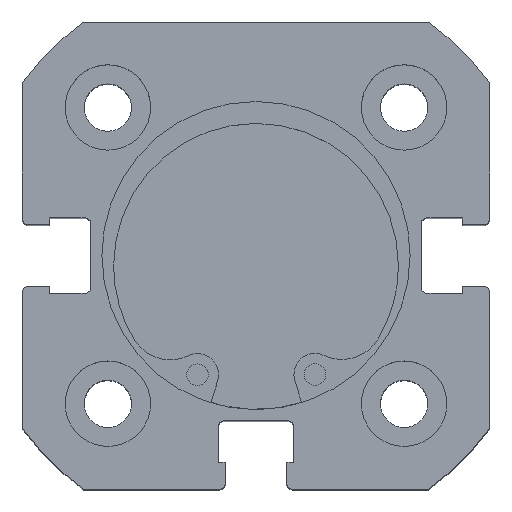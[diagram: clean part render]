
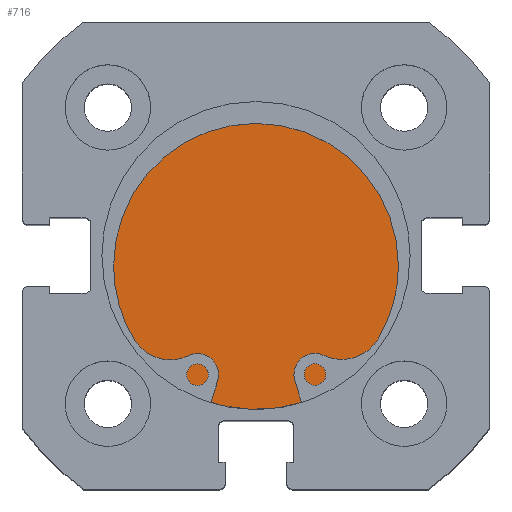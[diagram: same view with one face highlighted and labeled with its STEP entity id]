
A CAD part, top view. The second image highlights one B-rep face of the part: STEP entity #716.
In plain terms, the highlighted face is planar.
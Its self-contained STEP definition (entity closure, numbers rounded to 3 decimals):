
#296 = AXIS2_PLACEMENT_3D ( 'NONE', #3535, #3538, #3539 ) ;
#547 = AXIS2_PLACEMENT_3D ( 'NONE', #4618, #4624, #4625 ) ;
#555 = AXIS2_PLACEMENT_3D ( 'NONE', #5306, #5313, #5314 ) ;
#716 = ADVANCED_FACE ( 'NONE', ( #1534 ), #3536, .F. ) ;
#1048 = EDGE_LOOP ( 'NONE', ( #3331, #3272 ) ) ;
#1534 = FACE_OUTER_BOUND ( 'NONE', #1048, .T. ) ;
#2133 = EDGE_CURVE ( 'NONE', #2768, #2769, #5169, .T. ) ;
#2144 = EDGE_CURVE ( 'NONE', #2769, #2768, #5183, .T. ) ;
#2768 = VERTEX_POINT ( 'NONE', #5429 ) ;
#2769 = VERTEX_POINT ( 'NONE', #5433 ) ;
#3272 = ORIENTED_EDGE ( 'NONE', *, *, #2144, .F. ) ;
#3331 = ORIENTED_EDGE ( 'NONE', *, *, #2133, .F. ) ;
#3535 = CARTESIAN_POINT ( 'NONE',  ( 6., 13.5, 0. ) ) ;
#3536 = PLANE ( 'NONE',  #296 ) ;
#3538 = DIRECTION ( 'NONE',  ( -1., 0., 0. ) ) ;
#3539 = DIRECTION ( 'NONE',  ( 0., 0., 1. ) ) ;
#4618 = CARTESIAN_POINT ( 'NONE',  ( 6., 0., 0. ) ) ;
#4624 = DIRECTION ( 'NONE',  ( -1., 0., 0. ) ) ;
#4625 = DIRECTION ( 'NONE',  ( 0., 0., 1. ) ) ;
#5169 = CIRCLE ( 'NONE', #547, 13.5 ) ;
#5183 = CIRCLE ( 'NONE', #555, 13.5 ) ;
#5306 = CARTESIAN_POINT ( 'NONE',  ( 6., 0., 0. ) ) ;
#5313 = DIRECTION ( 'NONE',  ( -1., 0., 0. ) ) ;
#5314 = DIRECTION ( 'NONE',  ( 0., 0., 1. ) ) ;
#5429 = CARTESIAN_POINT ( 'NONE',  ( 6., 0., 13.5 ) ) ;
#5433 = CARTESIAN_POINT ( 'NONE',  ( 6., 0., -13.5 ) ) ;
